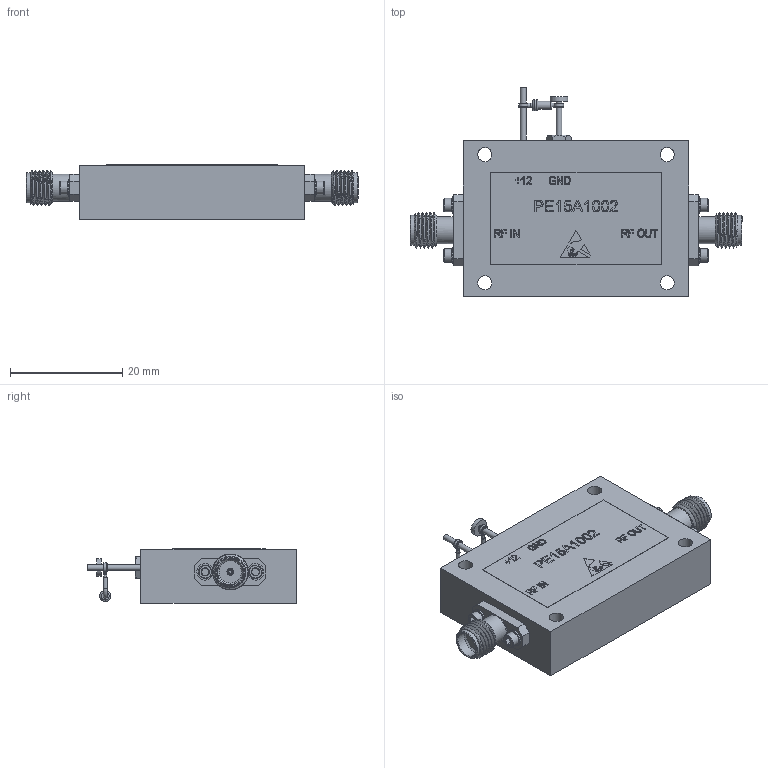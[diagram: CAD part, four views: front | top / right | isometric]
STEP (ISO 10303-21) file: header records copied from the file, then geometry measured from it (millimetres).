
FILE_DESCRIPTION (( 'STEP AP203' ), '1' );
FILE_NAME ('PE15A1002_3D.step', '2022-03-31T16:04:13', ( '' ), ( '' ), 'SwSTEP 2.0', 'SolidWorks 2021', '' );
FILE_SCHEMA (( 'CONFIG_CONTROL_DESIGN' ));
Length unit declared in the file: inch
Products named in the file (1): PE15A1002_3D
Bounding box: 59.18 x 37.29 x 9.7 mm (x, y, z)
Volume: 11134 mm3; surface area: 4736 mm2
Topology: 1 solids, 7 shells, 629 faces, 1550 edges, 1003 vertices
Faces by surface type: plane 352, bspline 149, cylinder 65, cone 50, torus 13
Full cylindrical faces by diameter (mm): 0.508 x2, 0.581 x1, 0.762 x3, 0.94 x2, 1.016 x4, 1.194 x4, 1.412 x1, 1.524 x12, 1.854 x4, 1.984 x1, 2.438 x4, 2.54 x6, 2.946 x4, 3.15 x1, 3.556 x1, 4.521 x2, 4.826 x2, 5.334 x2
Entity records: 29991 total; most frequent: CARTESIAN_POINT 16855, ORIENTED_EDGE 2810, DIRECTION 2186, EDGE_CURVE 1405, VERTEX_POINT 949, VECTOR 858, LINE 858, EDGE_LOOP 790
